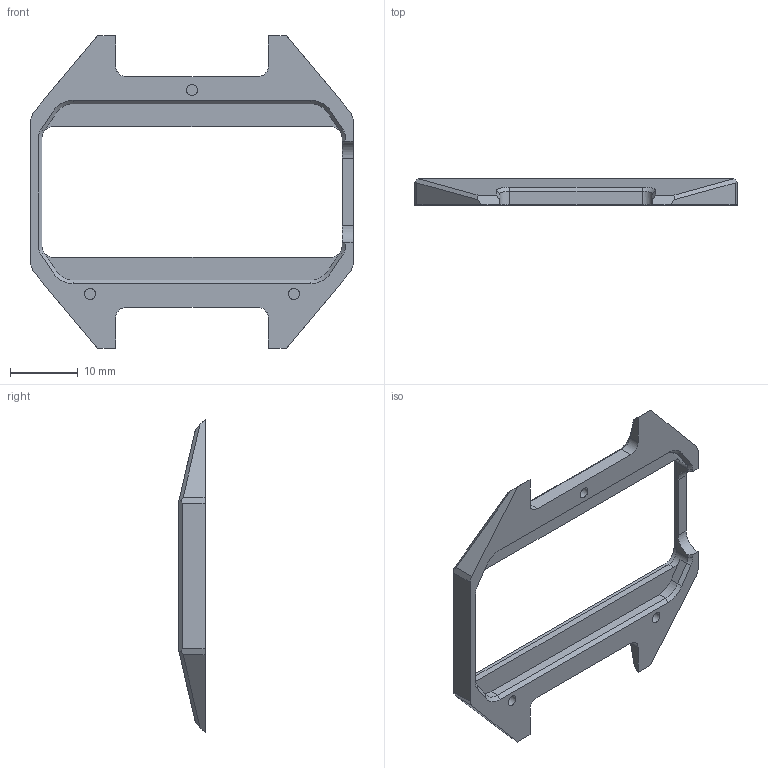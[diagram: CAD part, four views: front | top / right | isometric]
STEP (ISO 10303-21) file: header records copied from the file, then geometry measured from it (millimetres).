
FILE_DESCRIPTION(/* description */ (''),/* implementation_level */ '2;1');
FILE_NAME(/* name */ 'Case_top v36.step',/* time_stamp */ '2024-03-29T00:57:25+01:00',/* author */ (''),/* organization */ (''),/* preprocessor_version */ 'ST-DEVELOPER v20',/* originating_system */ 'Autodesk Translation Framework v12.20.1.177',/* authorisation */ '');
FILE_SCHEMA (('AUTOMOTIVE_DESIGN { 1 0 10303 214 3 1 1 }'));
Length unit declared in the file: millimetre
Products named in the file (1): Case_top
Bounding box: 47.5 x 3.85 x 46 mm (x, y, z)
Volume: 1970 mm3; surface area: 2540.1 mm2
Topology: 1 solids, 1 shells, 103 faces, 270 edges, 172 vertices
Faces by surface type: plane 66, cylinder 21, cone 8, bspline 8
Full cylindrical faces by diameter (mm): 1.623 x3
Entity records: 3307 total; most frequent: CARTESIAN_POINT 738, ORIENTED_EDGE 540, DIRECTION 498, EDGE_CURVE 270, LINE 202, VECTOR 202, VERTEX_POINT 172, AXIS2_PLACEMENT_3D 148
